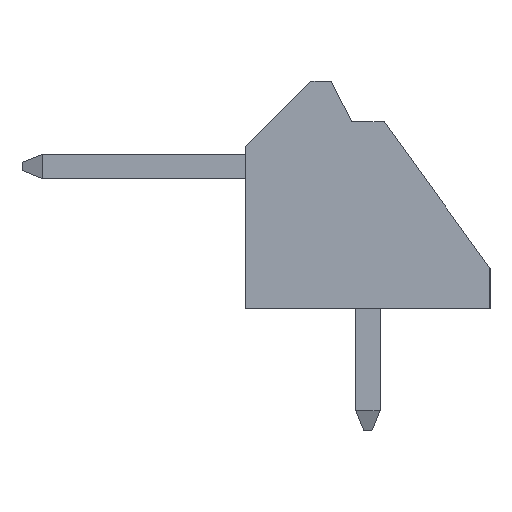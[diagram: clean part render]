
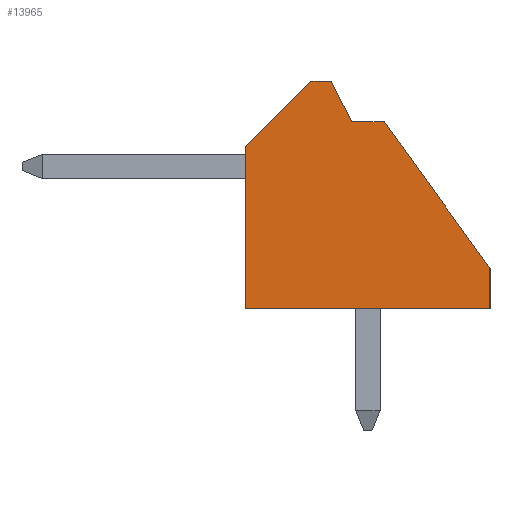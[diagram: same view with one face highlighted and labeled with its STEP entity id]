
A CAD part, left-side view. The second image highlights one B-rep face of the part: STEP entity #13965.
In plain terms, the highlighted planar face has unit normal (-1, 0, 0).
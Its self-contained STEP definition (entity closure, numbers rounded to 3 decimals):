
#13698 = VERTEX_POINT('',#13699);
#13699 = CARTESIAN_POINT('',(-1.25,0.4,4.6));
#13708 = PLANE('',#13709);
#13709 = AXIS2_PLACEMENT_3D('',#13710,#13711,#13712);
#13710 = CARTESIAN_POINT('',(-1.25,0.4,4.6));
#13711 = DIRECTION('',(0.,0.,-1.));
#13712 = DIRECTION('',(0.,-1.,0.));
#13720 = PLANE('',#13721);
#13721 = AXIS2_PLACEMENT_3D('',#13722,#13723,#13724);
#13722 = CARTESIAN_POINT('',(-1.25,0.4,4.6));
#13723 = DIRECTION('',(0.,-0.894,0.447));
#13724 = DIRECTION('',(0.,0.447,0.894));
#13761 = VERTEX_POINT('',#13762);
#13762 = CARTESIAN_POINT('',(-1.25,-0.4,4.6));
#13776 = PLANE('',#13777);
#13777 = AXIS2_PLACEMENT_3D('',#13778,#13779,#13780);
#13778 = CARTESIAN_POINT('',(-1.25,-0.4,4.6));
#13779 = DIRECTION('',(0.,0.811,-0.585));
#13780 = DIRECTION('',(0.,-0.585,-0.811));
#13788 = EDGE_CURVE('',#13698,#13761,#13789,.T.);
#13789 = SURFACE_CURVE('',#13790,(#13794,#13801),.PCURVE_S1.);
#13790 = LINE('',#13791,#13792);
#13791 = CARTESIAN_POINT('',(-1.25,0.4,4.6));
#13792 = VECTOR('',#13793,1.);
#13793 = DIRECTION('',(0.,-1.,0.));
#13794 = PCURVE('',#13708,#13795);
#13795 = DEFINITIONAL_REPRESENTATION('',(#13796),#13800);
#13796 = LINE('',#13797,#13798);
#13797 = CARTESIAN_POINT('',(0.,-0.));
#13798 = VECTOR('',#13799,1.);
#13799 = DIRECTION('',(1.,0.));
#13800 = ( GEOMETRIC_REPRESENTATION_CONTEXT(2) 
PARAMETRIC_REPRESENTATION_CONTEXT() REPRESENTATION_CONTEXT('2D SPACE',''
  ) );
#13801 = PCURVE('',#13802,#13807);
#13802 = PLANE('',#13803);
#13803 = AXIS2_PLACEMENT_3D('',#13804,#13805,#13806);
#13804 = CARTESIAN_POINT('',(-1.25,0.384,2.186));
#13805 = DIRECTION('',(1.,0.,0.));
#13806 = DIRECTION('',(0.,0.,1.));
#13807 = DEFINITIONAL_REPRESENTATION('',(#13808),#13812);
#13808 = LINE('',#13809,#13810);
#13809 = CARTESIAN_POINT('',(2.414,-0.016));
#13810 = VECTOR('',#13811,1.);
#13811 = DIRECTION('',(0.,1.));
#13812 = ( GEOMETRIC_REPRESENTATION_CONTEXT(2) 
PARAMETRIC_REPRESENTATION_CONTEXT() REPRESENTATION_CONTEXT('2D SPACE',''
  ) );
#13842 = VERTEX_POINT('',#13843);
#13843 = CARTESIAN_POINT('',(-1.25,0.9,5.6));
#13857 = PLANE('',#13858);
#13858 = AXIS2_PLACEMENT_3D('',#13859,#13860,#13861);
#13859 = CARTESIAN_POINT('',(-1.25,1.4,5.6));
#13860 = DIRECTION('',(0.,0.,-1.));
#13861 = DIRECTION('',(0.,-1.,0.));
#13869 = EDGE_CURVE('',#13698,#13842,#13870,.T.);
#13870 = SURFACE_CURVE('',#13871,(#13875,#13882),.PCURVE_S1.);
#13871 = LINE('',#13872,#13873);
#13872 = CARTESIAN_POINT('',(-1.25,0.4,4.6));
#13873 = VECTOR('',#13874,1.);
#13874 = DIRECTION('',(0.,0.447,0.894));
#13875 = PCURVE('',#13720,#13876);
#13876 = DEFINITIONAL_REPRESENTATION('',(#13877),#13881);
#13877 = LINE('',#13878,#13879);
#13878 = CARTESIAN_POINT('',(0.,0.));
#13879 = VECTOR('',#13880,1.);
#13880 = DIRECTION('',(1.,0.));
#13881 = ( GEOMETRIC_REPRESENTATION_CONTEXT(2) 
PARAMETRIC_REPRESENTATION_CONTEXT() REPRESENTATION_CONTEXT('2D SPACE',''
  ) );
#13882 = PCURVE('',#13802,#13883);
#13883 = DEFINITIONAL_REPRESENTATION('',(#13884),#13888);
#13884 = LINE('',#13885,#13886);
#13885 = CARTESIAN_POINT('',(2.414,-0.016));
#13886 = VECTOR('',#13887,1.);
#13887 = DIRECTION('',(0.894,-0.447));
#13888 = ( GEOMETRIC_REPRESENTATION_CONTEXT(2) 
PARAMETRIC_REPRESENTATION_CONTEXT() REPRESENTATION_CONTEXT('2D SPACE',''
  ) );
#13918 = VERTEX_POINT('',#13919);
#13919 = CARTESIAN_POINT('',(-1.25,-3.,1.));
#13933 = PLANE('',#13934);
#13934 = AXIS2_PLACEMENT_3D('',#13935,#13936,#13937);
#13935 = CARTESIAN_POINT('',(-1.25,-3.,1.));
#13936 = DIRECTION('',(0.,1.,0.));
#13937 = DIRECTION('',(0.,0.,-1.));
#13945 = EDGE_CURVE('',#13761,#13918,#13946,.T.);
#13946 = SURFACE_CURVE('',#13947,(#13951,#13958),.PCURVE_S1.);
#13947 = LINE('',#13948,#13949);
#13948 = CARTESIAN_POINT('',(-1.25,-0.4,4.6));
#13949 = VECTOR('',#13950,1.);
#13950 = DIRECTION('',(0.,-0.585,-0.811));
#13951 = PCURVE('',#13776,#13952);
#13952 = DEFINITIONAL_REPRESENTATION('',(#13953),#13957);
#13953 = LINE('',#13954,#13955);
#13954 = CARTESIAN_POINT('',(0.,0.));
#13955 = VECTOR('',#13956,1.);
#13956 = DIRECTION('',(1.,0.));
#13957 = ( GEOMETRIC_REPRESENTATION_CONTEXT(2) 
PARAMETRIC_REPRESENTATION_CONTEXT() REPRESENTATION_CONTEXT('2D SPACE',''
  ) );
#13958 = PCURVE('',#13802,#13959);
#13959 = DEFINITIONAL_REPRESENTATION('',(#13960),#13964);
#13960 = LINE('',#13961,#13962);
#13961 = CARTESIAN_POINT('',(2.414,0.784));
#13962 = VECTOR('',#13963,1.);
#13963 = DIRECTION('',(-0.811,0.585));
#13964 = ( GEOMETRIC_REPRESENTATION_CONTEXT(2) 
PARAMETRIC_REPRESENTATION_CONTEXT() REPRESENTATION_CONTEXT('2D SPACE',''
  ) );
#13965 = ADVANCED_FACE('',(#13966),#13802,.F.);
#13966 = FACE_BOUND('',#13967,.F.);
#13967 = EDGE_LOOP('',(#13968,#13969,#13970,#13993,#14021,#14049,#14077,
    #14098));
#13968 = ORIENTED_EDGE('',*,*,#13788,.T.);
#13969 = ORIENTED_EDGE('',*,*,#13945,.T.);
#13970 = ORIENTED_EDGE('',*,*,#13971,.T.);
#13971 = EDGE_CURVE('',#13918,#13972,#13974,.T.);
#13972 = VERTEX_POINT('',#13973);
#13973 = CARTESIAN_POINT('',(-1.25,-3.,0.));
#13974 = SURFACE_CURVE('',#13975,(#13979,#13986),.PCURVE_S1.);
#13975 = LINE('',#13976,#13977);
#13976 = CARTESIAN_POINT('',(-1.25,-3.,1.));
#13977 = VECTOR('',#13978,1.);
#13978 = DIRECTION('',(0.,0.,-1.));
#13979 = PCURVE('',#13802,#13980);
#13980 = DEFINITIONAL_REPRESENTATION('',(#13981),#13985);
#13981 = LINE('',#13982,#13983);
#13982 = CARTESIAN_POINT('',(-1.186,3.384));
#13983 = VECTOR('',#13984,1.);
#13984 = DIRECTION('',(-1.,0.));
#13985 = ( GEOMETRIC_REPRESENTATION_CONTEXT(2) 
PARAMETRIC_REPRESENTATION_CONTEXT() REPRESENTATION_CONTEXT('2D SPACE',''
  ) );
#13986 = PCURVE('',#13933,#13987);
#13987 = DEFINITIONAL_REPRESENTATION('',(#13988),#13992);
#13988 = LINE('',#13989,#13990);
#13989 = CARTESIAN_POINT('',(0.,0.));
#13990 = VECTOR('',#13991,1.);
#13991 = DIRECTION('',(1.,0.));
#13992 = ( GEOMETRIC_REPRESENTATION_CONTEXT(2) 
PARAMETRIC_REPRESENTATION_CONTEXT() REPRESENTATION_CONTEXT('2D SPACE',''
  ) );
#13993 = ORIENTED_EDGE('',*,*,#13994,.T.);
#13994 = EDGE_CURVE('',#13972,#13995,#13997,.T.);
#13995 = VERTEX_POINT('',#13996);
#13996 = CARTESIAN_POINT('',(-1.25,3.,0.));
#13997 = SURFACE_CURVE('',#13998,(#14002,#14009),.PCURVE_S1.);
#13998 = LINE('',#13999,#14000);
#13999 = CARTESIAN_POINT('',(-1.25,-3.,0.));
#14000 = VECTOR('',#14001,1.);
#14001 = DIRECTION('',(0.,1.,0.));
#14002 = PCURVE('',#13802,#14003);
#14003 = DEFINITIONAL_REPRESENTATION('',(#14004),#14008);
#14004 = LINE('',#14005,#14006);
#14005 = CARTESIAN_POINT('',(-2.186,3.384));
#14006 = VECTOR('',#14007,1.);
#14007 = DIRECTION('',(0.,-1.));
#14008 = ( GEOMETRIC_REPRESENTATION_CONTEXT(2) 
PARAMETRIC_REPRESENTATION_CONTEXT() REPRESENTATION_CONTEXT('2D SPACE',''
  ) );
#14009 = PCURVE('',#14010,#14015);
#14010 = PLANE('',#14011);
#14011 = AXIS2_PLACEMENT_3D('',#14012,#14013,#14014);
#14012 = CARTESIAN_POINT('',(-1.25,-3.,0.));
#14013 = DIRECTION('',(0.,0.,1.));
#14014 = DIRECTION('',(0.,1.,0.));
#14015 = DEFINITIONAL_REPRESENTATION('',(#14016),#14020);
#14016 = LINE('',#14017,#14018);
#14017 = CARTESIAN_POINT('',(0.,0.));
#14018 = VECTOR('',#14019,1.);
#14019 = DIRECTION('',(1.,0.));
#14020 = ( GEOMETRIC_REPRESENTATION_CONTEXT(2) 
PARAMETRIC_REPRESENTATION_CONTEXT() REPRESENTATION_CONTEXT('2D SPACE',''
  ) );
#14021 = ORIENTED_EDGE('',*,*,#14022,.T.);
#14022 = EDGE_CURVE('',#13995,#14023,#14025,.T.);
#14023 = VERTEX_POINT('',#14024);
#14024 = CARTESIAN_POINT('',(-1.25,3.,4.));
#14025 = SURFACE_CURVE('',#14026,(#14030,#14037),.PCURVE_S1.);
#14026 = LINE('',#14027,#14028);
#14027 = CARTESIAN_POINT('',(-1.25,3.,0.));
#14028 = VECTOR('',#14029,1.);
#14029 = DIRECTION('',(0.,0.,1.));
#14030 = PCURVE('',#13802,#14031);
#14031 = DEFINITIONAL_REPRESENTATION('',(#14032),#14036);
#14032 = LINE('',#14033,#14034);
#14033 = CARTESIAN_POINT('',(-2.186,-2.616));
#14034 = VECTOR('',#14035,1.);
#14035 = DIRECTION('',(1.,0.));
#14036 = ( GEOMETRIC_REPRESENTATION_CONTEXT(2) 
PARAMETRIC_REPRESENTATION_CONTEXT() REPRESENTATION_CONTEXT('2D SPACE',''
  ) );
#14037 = PCURVE('',#14038,#14043);
#14038 = PLANE('',#14039);
#14039 = AXIS2_PLACEMENT_3D('',#14040,#14041,#14042);
#14040 = CARTESIAN_POINT('',(-1.25,3.,0.));
#14041 = DIRECTION('',(0.,-1.,0.));
#14042 = DIRECTION('',(0.,0.,1.));
#14043 = DEFINITIONAL_REPRESENTATION('',(#14044),#14048);
#14044 = LINE('',#14045,#14046);
#14045 = CARTESIAN_POINT('',(0.,0.));
#14046 = VECTOR('',#14047,1.);
#14047 = DIRECTION('',(1.,0.));
#14048 = ( GEOMETRIC_REPRESENTATION_CONTEXT(2) 
PARAMETRIC_REPRESENTATION_CONTEXT() REPRESENTATION_CONTEXT('2D SPACE',''
  ) );
#14049 = ORIENTED_EDGE('',*,*,#14050,.F.);
#14050 = EDGE_CURVE('',#14051,#14023,#14053,.T.);
#14051 = VERTEX_POINT('',#14052);
#14052 = CARTESIAN_POINT('',(-1.25,1.4,5.6));
#14053 = SURFACE_CURVE('',#14054,(#14058,#14065),.PCURVE_S1.);
#14054 = LINE('',#14055,#14056);
#14055 = CARTESIAN_POINT('',(-1.25,1.4,5.6));
#14056 = VECTOR('',#14057,1.);
#14057 = DIRECTION('',(0.,0.707,-0.707));
#14058 = PCURVE('',#13802,#14059);
#14059 = DEFINITIONAL_REPRESENTATION('',(#14060),#14064);
#14060 = LINE('',#14061,#14062);
#14061 = CARTESIAN_POINT('',(3.414,-1.016));
#14062 = VECTOR('',#14063,1.);
#14063 = DIRECTION('',(-0.707,-0.707));
#14064 = ( GEOMETRIC_REPRESENTATION_CONTEXT(2) 
PARAMETRIC_REPRESENTATION_CONTEXT() REPRESENTATION_CONTEXT('2D SPACE',''
  ) );
#14065 = PCURVE('',#14066,#14071);
#14066 = PLANE('',#14067);
#14067 = AXIS2_PLACEMENT_3D('',#14068,#14069,#14070);
#14068 = CARTESIAN_POINT('',(-1.25,1.4,5.6));
#14069 = DIRECTION('',(0.,0.707,0.707));
#14070 = DIRECTION('',(0.,0.707,-0.707));
#14071 = DEFINITIONAL_REPRESENTATION('',(#14072),#14076);
#14072 = LINE('',#14073,#14074);
#14073 = CARTESIAN_POINT('',(0.,0.));
#14074 = VECTOR('',#14075,1.);
#14075 = DIRECTION('',(1.,0.));
#14076 = ( GEOMETRIC_REPRESENTATION_CONTEXT(2) 
PARAMETRIC_REPRESENTATION_CONTEXT() REPRESENTATION_CONTEXT('2D SPACE',''
  ) );
#14077 = ORIENTED_EDGE('',*,*,#14078,.T.);
#14078 = EDGE_CURVE('',#14051,#13842,#14079,.T.);
#14079 = SURFACE_CURVE('',#14080,(#14084,#14091),.PCURVE_S1.);
#14080 = LINE('',#14081,#14082);
#14081 = CARTESIAN_POINT('',(-1.25,1.4,5.6));
#14082 = VECTOR('',#14083,1.);
#14083 = DIRECTION('',(0.,-1.,0.));
#14084 = PCURVE('',#13802,#14085);
#14085 = DEFINITIONAL_REPRESENTATION('',(#14086),#14090);
#14086 = LINE('',#14087,#14088);
#14087 = CARTESIAN_POINT('',(3.414,-1.016));
#14088 = VECTOR('',#14089,1.);
#14089 = DIRECTION('',(0.,1.));
#14090 = ( GEOMETRIC_REPRESENTATION_CONTEXT(2) 
PARAMETRIC_REPRESENTATION_CONTEXT() REPRESENTATION_CONTEXT('2D SPACE',''
  ) );
#14091 = PCURVE('',#13857,#14092);
#14092 = DEFINITIONAL_REPRESENTATION('',(#14093),#14097);
#14093 = LINE('',#14094,#14095);
#14094 = CARTESIAN_POINT('',(0.,-0.));
#14095 = VECTOR('',#14096,1.);
#14096 = DIRECTION('',(1.,0.));
#14097 = ( GEOMETRIC_REPRESENTATION_CONTEXT(2) 
PARAMETRIC_REPRESENTATION_CONTEXT() REPRESENTATION_CONTEXT('2D SPACE',''
  ) );
#14098 = ORIENTED_EDGE('',*,*,#13869,.F.);
